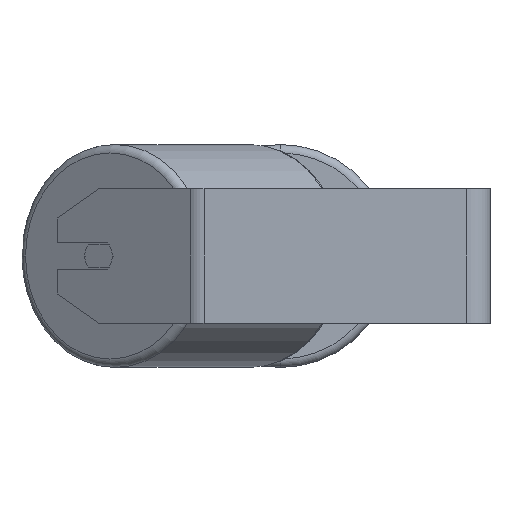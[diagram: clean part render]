
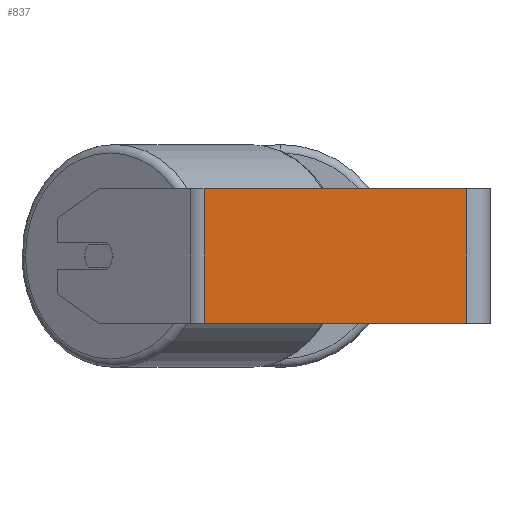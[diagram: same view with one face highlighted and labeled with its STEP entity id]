
A CAD part, left-side view. The second image highlights one B-rep face of the part: STEP entity #837.
In plain terms, the highlighted planar face has unit normal (-1, 0, 0).
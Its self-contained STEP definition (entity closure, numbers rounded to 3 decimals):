
#599 = CARTESIAN_POINT ( 'NONE',  ( -295., 170.577, 40. ) ) ;
#660 = VERTEX_POINT ( 'NONE', #3773 ) ;
#722 = CARTESIAN_POINT ( 'NONE',  ( -295., 14., -40. ) ) ;
#837 = ADVANCED_FACE ( 'NONE', ( #6530 ), #2103, .F. ) ;
#929 = EDGE_CURVE ( 'NONE', #2918, #660, #3595, .T. ) ;
#1221 = ORIENTED_EDGE ( 'NONE', *, *, #5436, .F. ) ;
#1969 = DIRECTION ( 'NONE',  ( 0., -1., 0. ) ) ;
#2103 = PLANE ( 'NONE',  #6976 ) ;
#2736 = LINE ( 'NONE', #4013, #6092 ) ;
#2918 = VERTEX_POINT ( 'NONE', #599 ) ;
#3056 = VERTEX_POINT ( 'NONE', #722 ) ;
#3309 = VECTOR ( 'NONE', #8013, 1000. ) ;
#3554 = CARTESIAN_POINT ( 'NONE',  ( -295., 170.577, 40. ) ) ;
#3595 = LINE ( 'NONE', #3554, #3309 ) ;
#3698 = ORIENTED_EDGE ( 'NONE', *, *, #4956, .T. ) ;
#3773 = CARTESIAN_POINT ( 'NONE',  ( -295., 170.577, -40. ) ) ;
#3916 = ORIENTED_EDGE ( 'NONE', *, *, #929, .T. ) ;
#3919 = EDGE_LOOP ( 'NONE', ( #3698, #7723, #1221, #3916 ) ) ;
#4013 = CARTESIAN_POINT ( 'NONE',  ( -295., 174.991, 40. ) ) ;
#4065 = DIRECTION ( 'NONE',  ( 0., 0., -1. ) ) ;
#4176 = CARTESIAN_POINT ( 'NONE',  ( -295., 14., 40. ) ) ;
#4542 = LINE ( 'NONE', #7854, #4853 ) ;
#4585 = DIRECTION ( 'NONE',  ( 0., -1., 0. ) ) ;
#4618 = CARTESIAN_POINT ( 'NONE',  ( -295., 174.991, 40. ) ) ;
#4853 = VECTOR ( 'NONE', #4585, 1000. ) ;
#4956 = EDGE_CURVE ( 'NONE', #660, #3056, #4542, .T. ) ;
#5434 = VECTOR ( 'NONE', #7362, 1000. ) ;
#5436 = EDGE_CURVE ( 'NONE', #2918, #7437, #2736, .T. ) ;
#5822 = CARTESIAN_POINT ( 'NONE',  ( -295., 14., 40. ) ) ;
#6092 = VECTOR ( 'NONE', #1969, 1000. ) ;
#6530 = FACE_OUTER_BOUND ( 'NONE', #3919, .T. ) ;
#6851 = LINE ( 'NONE', #4176, #5434 ) ;
#6976 = AXIS2_PLACEMENT_3D ( 'NONE', #4618, #7210, #4065 ) ;
#7210 = DIRECTION ( 'NONE',  ( 1., 0., 0. ) ) ;
#7362 = DIRECTION ( 'NONE',  ( 0., 0., -1. ) ) ;
#7437 = VERTEX_POINT ( 'NONE', #5822 ) ;
#7723 = ORIENTED_EDGE ( 'NONE', *, *, #8380, .F. ) ;
#7854 = CARTESIAN_POINT ( 'NONE',  ( -295., 174.991, -40. ) ) ;
#8013 = DIRECTION ( 'NONE',  ( 0., 0., -1. ) ) ;
#8380 = EDGE_CURVE ( 'NONE', #7437, #3056, #6851, .T. ) ;
